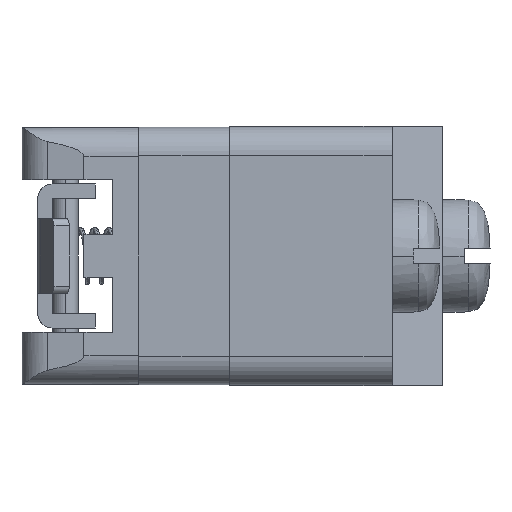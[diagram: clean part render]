
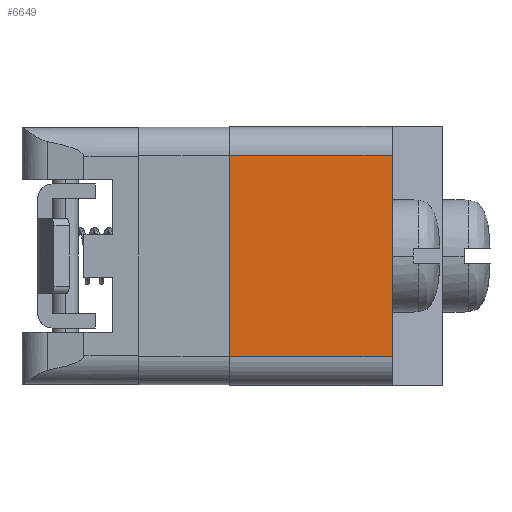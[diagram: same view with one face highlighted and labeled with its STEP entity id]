
A CAD part, left-side view. The second image highlights one B-rep face of the part: STEP entity #6649.
In plain terms, the highlighted planar face has unit normal (-1, 0, 0).
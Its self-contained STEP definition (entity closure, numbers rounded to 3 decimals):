
#1613=DIRECTION('',(0.,0.,1.));
#1614=VECTOR('',#1613,14.);
#1615=CARTESIAN_POINT('',(-25.,14.8,-7.));
#1616=LINE('',#1615,#1614);
#1841=DIRECTION('',(0.,-1.,0.));
#1842=VECTOR('',#1841,11.3);
#1843=CARTESIAN_POINT('',(-25.,14.8,-7.));
#1844=LINE('',#1843,#1842);
#1845=DIRECTION('',(0.,-1.,0.));
#1846=VECTOR('',#1845,11.3);
#1847=CARTESIAN_POINT('',(-25.,14.8,7.));
#1848=LINE('',#1847,#1846);
#1849=DIRECTION('',(0.,0.,1.));
#1850=VECTOR('',#1849,14.);
#1851=CARTESIAN_POINT('',(-25.,3.5,-7.));
#1852=LINE('',#1851,#1850);
#3239=CARTESIAN_POINT('',(-25.,14.8,-7.));
#3240=CARTESIAN_POINT('',(-25.,3.5,-7.));
#3241=VERTEX_POINT('',#3239);
#3242=VERTEX_POINT('',#3240);
#3259=CARTESIAN_POINT('',(-25.,3.5,7.));
#3260=VERTEX_POINT('',#3259);
#3261=CARTESIAN_POINT('',(-25.,14.8,7.));
#3262=VERTEX_POINT('',#3261);
#6637=CARTESIAN_POINT('',(-25.,0.,-9.));
#6638=DIRECTION('',(-1.,0.,0.));
#6639=DIRECTION('',(0.,0.,1.));
#6640=AXIS2_PLACEMENT_3D('',#6637,#6638,#6639);
#6641=PLANE('',#6640);
#6642=ORIENTED_EDGE('',*,*,#6630,.F.);
#6643=ORIENTED_EDGE('',*,*,#6349,.T.);
#6645=ORIENTED_EDGE('',*,*,#6644,.T.);
#6646=ORIENTED_EDGE('',*,*,#6608,.F.);
#6647=EDGE_LOOP('',(#6642,#6643,#6645,#6646));
#6648=FACE_OUTER_BOUND('',#6647,.F.);
#6349=EDGE_CURVE('',#3241,#3262,#1616,.T.);
#6608=EDGE_CURVE('',#3242,#3260,#1852,.T.);
#6630=EDGE_CURVE('',#3241,#3242,#1844,.T.);
#6644=EDGE_CURVE('',#3262,#3260,#1848,.T.);
#6649=ADVANCED_FACE('',(#6648),#6641,.T.);
